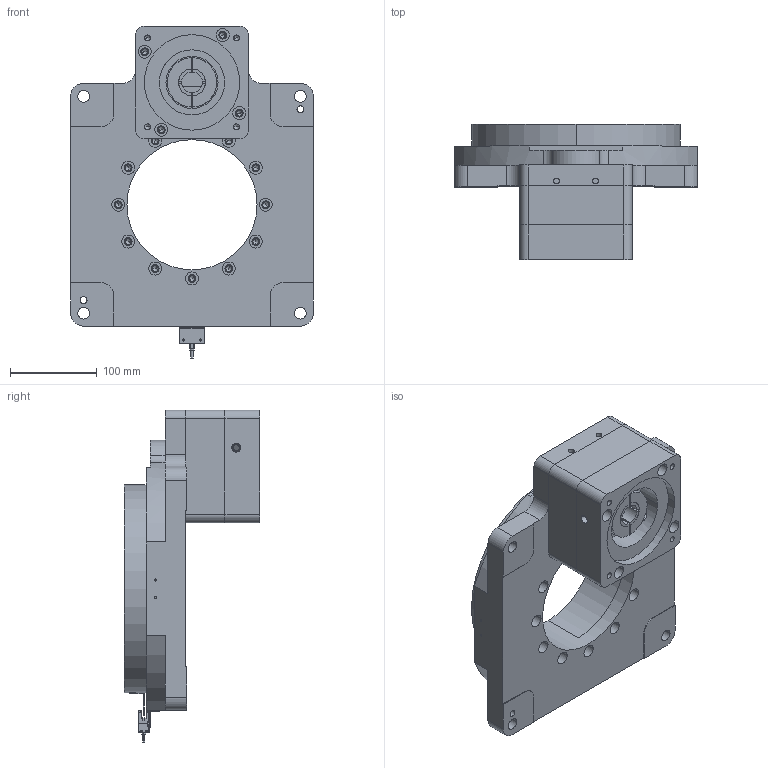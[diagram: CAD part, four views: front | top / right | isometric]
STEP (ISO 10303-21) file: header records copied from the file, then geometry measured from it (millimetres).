
FILE_DESCRIPTION((''),'2;1');
FILE_NAME('ZCT280_ASM','2020-07-10T14:19:56',('Administrator'),(''),'CREO PARAMETRIC BY PTC INC, 2017260','CREO PARAMETRIC BY PTC INC, 2017260','');
FILE_SCHEMA(('CONFIG_CONTROL_DESIGN','SHAPE_APPEARANCE_LAYERS_GROUPS'));
Length unit declared in the file: millimetre
Products named in the file (14): HELICAL-M2Z12-L-ZCT280; LOCK-RING_ZCT280; _2497_10; _10; _4398_10; _100; ST-303_1_2_ASM; HOLDER_ZCH150; ROCKER_ZCT280; SENSOR_ZCT280_ASM; BASE-SOLID_ZCT280; BEARING-SEAT-SOLID_ZCT280; FLANGE-SOLID_ZCT280-110-145-M8; ZCT280_ASM
Assembly tree (13 placements, depth 4):
  ZCT280_ASM
    HELICAL-M2Z12-L-ZCT280
    LOCK-RING_ZCT280
    SENSOR_ZCT280_ASM
      ST-303_1_2_ASM
        _2497_10
        _10
        _4398_10
        _100
      HOLDER_ZCH150
      ROCKER_ZCT280
    BASE-SOLID_ZCT280
    BEARING-SEAT-SOLID_ZCT280
    FLANGE-SOLID_ZCT280-110-145-M8
Bounding box: 280 x 156 x 382.7 mm (x, y, z)
Volume: 4454405.5 mm3; surface area: 436965.4 mm2
Topology: 11 solids, 25 shells, 854 faces, 2147 edges, 1323 vertices
Faces by surface type: cylinder 378, plane 364, cone 98, sphere 8, torus 6
Entity records: 26962 total; most frequent: CARTESIAN_POINT 4764, DIRECTION 4496, ORIENTED_EDGE 4086, EDGE_CURVE 2043, AXIS2_PLACEMENT_3D 1626, VERTEX_POINT 1323, VECTOR 1244, LINE 1244
